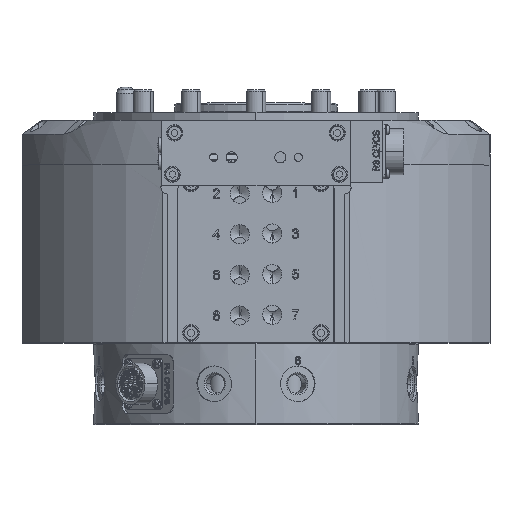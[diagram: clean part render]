
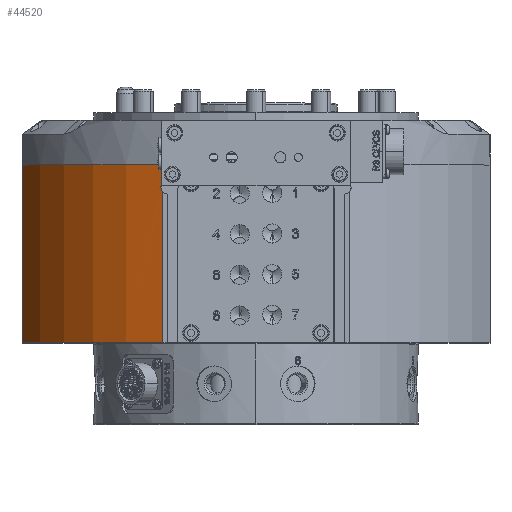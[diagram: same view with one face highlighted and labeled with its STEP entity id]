
A CAD part, top view. The second image highlights one B-rep face of the part: STEP entity #44520.
In plain terms, the highlighted cylindrical face has radius 155 mm (diameter 310 mm), a partial arc.
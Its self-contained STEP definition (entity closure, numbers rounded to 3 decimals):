
#2289 = CARTESIAN_POINT ( 'NONE',  ( -58.5, -46.04, 143.537 ) ) ;
#4153 = CARTESIAN_POINT ( 'NONE',  ( -57.35, -32.3, 144. ) ) ;
#5145 = CARTESIAN_POINT ( 'NONE',  ( -57.35, -49.107, 144. ) ) ;
#10198 = ORIENTED_EDGE ( 'NONE', *, *, #79749, .F. ) ;
#11381 = ORIENTED_EDGE ( 'NONE', *, *, #77861, .T. ) ;
#13536 = CARTESIAN_POINT ( 'NONE',  ( -58.372, -45.261, 143.589 ) ) ;
#14752 = LINE ( 'NONE', #130408, #41024 ) ;
#14789 = CARTESIAN_POINT ( 'NONE',  ( -144., -141.8, 57.35 ) ) ;
#15066 = DIRECTION ( 'NONE',  ( -1., 0., 0. ) ) ;
#15134 = DIRECTION ( 'NONE',  ( 0., 1., 0. ) ) ;
#16121 = VERTEX_POINT ( 'NONE', #45759 ) ;
#21401 = FACE_OUTER_BOUND ( 'NONE', #104593, .T. ) ;
#23932 = VERTEX_POINT ( 'NONE', #32537 ) ;
#23942 = CIRCLE ( 'NONE', #68498, 155. ) ;
#24684 = CARTESIAN_POINT ( 'NONE',  ( -58.098, -44.533, 143.7 ) ) ;
#26595 = CARTESIAN_POINT ( 'NONE',  ( -57.35, -8.542, 144. ) ) ;
#28102 = AXIS2_PLACEMENT_3D ( 'NONE', #60017, #37561, #15066 ) ;
#32537 = CARTESIAN_POINT ( 'NONE',  ( -57.35, -43.493, 144. ) ) ;
#33749 = EDGE_CURVE ( 'NONE', #85602, #16121, #23942, .T. ) ;
#35520 = CARTESIAN_POINT ( 'NONE',  ( -57.689, -48.728, 143.864 ) ) ;
#35985 = CARTESIAN_POINT ( 'NONE',  ( -57.69, -43.873, 143.864 ) ) ;
#37561 = DIRECTION ( 'NONE',  ( 0., 1., 0. ) ) ;
#39795 = VECTOR ( 'NONE', #126933, 1000. ) ;
#41024 = VECTOR ( 'NONE', #130879, 1000. ) ;
#41917 = VERTEX_POINT ( 'NONE', #4153 ) ;
#43298 = LINE ( 'NONE', #115740, #39795 ) ;
#43864 = CIRCLE ( 'NONE', #74044, 155. ) ;
#44520 = ADVANCED_FACE ( 'NONE', ( #21401 ), #73881, .T. ) ;
#45759 = CARTESIAN_POINT ( 'NONE',  ( -57.35, -141.8, 144. ) ) ;
#46747 = CARTESIAN_POINT ( 'NONE',  ( -58.096, -48.071, 143.701 ) ) ;
#49176 = CARTESIAN_POINT ( 'NONE',  ( -57.35, -43.493, 144. ) ) ;
#57975 = DIRECTION ( 'NONE',  ( 0., 1., 0. ) ) ;
#57982 = CARTESIAN_POINT ( 'NONE',  ( -58.371, -47.343, 143.589 ) ) ;
#60017 = CARTESIAN_POINT ( 'NONE',  ( 0., -8.542, 0. ) ) ;
#61740 = EDGE_CURVE ( 'NONE', #41917, #23932, #14752, .T. ) ;
#68498 = AXIS2_PLACEMENT_3D ( 'NONE', #124987, #57975, #136148 ) ;
#68733 = CARTESIAN_POINT ( 'NONE',  ( -57.35, -49.107, 144. ) ) ;
#69199 = CARTESIAN_POINT ( 'NONE',  ( -58.5, -46.564, 143.537 ) ) ;
#73099 = EDGE_CURVE ( 'NONE', #140538, #41917, #43864, .T. ) ;
#73881 = CYLINDRICAL_SURFACE ( 'NONE', #28102, 155. ) ;
#74044 = AXIS2_PLACEMENT_3D ( 'NONE', #82086, #15134, #93328 ) ;
#77861 = EDGE_CURVE ( 'NONE', #102272, #23932, #119344, .T. ) ;
#79749 = EDGE_CURVE ( 'NONE', #102272, #16121, #105615, .T. ) ;
#79970 = CARTESIAN_POINT ( 'NONE',  ( -57.529, -48.925, 143.929 ) ) ;
#80435 = CARTESIAN_POINT ( 'NONE',  ( -58.475, -45.779, 143.547 ) ) ;
#82086 = CARTESIAN_POINT ( 'NONE',  ( 0., -32.3, 0. ) ) ;
#82947 = ORIENTED_EDGE ( 'NONE', *, *, #61740, .F. ) ;
#85602 = VERTEX_POINT ( 'NONE', #14789 ) ;
#91711 = CARTESIAN_POINT ( 'NONE',  ( -58.296, -45.011, 143.62 ) ) ;
#93328 = DIRECTION ( 'NONE',  ( -1., 0., 0. ) ) ;
#101330 = ORIENTED_EDGE ( 'NONE', *, *, #116433, .F. ) ;
#102272 = VERTEX_POINT ( 'NONE', #5145 ) ;
#102973 = CARTESIAN_POINT ( 'NONE',  ( -57.974, -44.301, 143.75 ) ) ;
#104593 = EDGE_LOOP ( 'NONE', ( #10198, #11381, #82947, #127006, #101330, #139918 ) ) ;
#104839 = DIRECTION ( 'NONE',  ( 0., -1., 0. ) ) ;
#105615 = LINE ( 'NONE', #26595, #138793 ) ;
#113752 = CARTESIAN_POINT ( 'NONE',  ( -57.972, -48.302, 143.751 ) ) ;
#114246 = CARTESIAN_POINT ( 'NONE',  ( -57.529, -43.675, 143.929 ) ) ;
#115740 = CARTESIAN_POINT ( 'NONE',  ( -144., -8.542, 57.35 ) ) ;
#116433 = EDGE_CURVE ( 'NONE', #85602, #140538, #43298, .T. ) ;
#119344 = B_SPLINE_CURVE_WITH_KNOTS ( 'NONE', 3,
 ( #68733, #79970, #35520, #113752, #46747, #124993, #57982, #136158, #69199, #2289, #80435, #13536, #91711, #24684, #102973, #35985, #114246, #49176 ),
 .UNSPECIFIED., .F., .F.,
 ( 4, 2, 2, 2, 2, 2, 2, 2, 4 ),
 ( 0., 0.001, 0.002, 0.002, 0.003, 0.004, 0.005, 0.005, 0.006 ),
 .UNSPECIFIED. ) ;
#124987 = CARTESIAN_POINT ( 'NONE',  ( 0., -141.8, 0. ) ) ;
#124993 = CARTESIAN_POINT ( 'NONE',  ( -58.295, -47.591, 143.62 ) ) ;
#126115 = CARTESIAN_POINT ( 'NONE',  ( -144., -32.3, 57.35 ) ) ;
#126933 = DIRECTION ( 'NONE',  ( 0., 1., 0. ) ) ;
#127006 = ORIENTED_EDGE ( 'NONE', *, *, #73099, .F. ) ;
#130408 = CARTESIAN_POINT ( 'NONE',  ( -57.35, -8.542, 144. ) ) ;
#130879 = DIRECTION ( 'NONE',  ( 0., -1., 0. ) ) ;
#136148 = DIRECTION ( 'NONE',  ( -1., 0., 0. ) ) ;
#136158 = CARTESIAN_POINT ( 'NONE',  ( -58.473, -46.83, 143.547 ) ) ;
#138793 = VECTOR ( 'NONE', #104839, 1000. ) ;
#139918 = ORIENTED_EDGE ( 'NONE', *, *, #33749, .T. ) ;
#140538 = VERTEX_POINT ( 'NONE', #126115 ) ;
